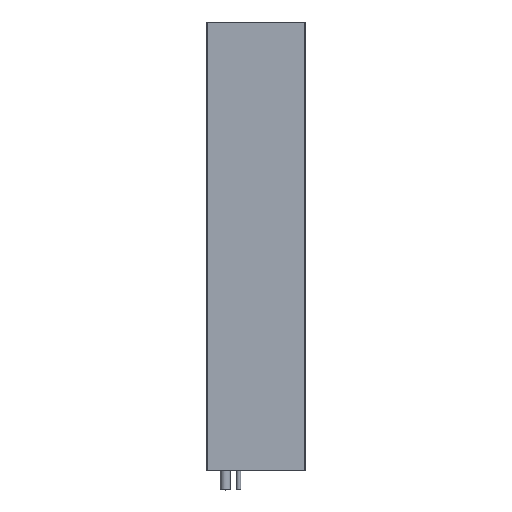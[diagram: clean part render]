
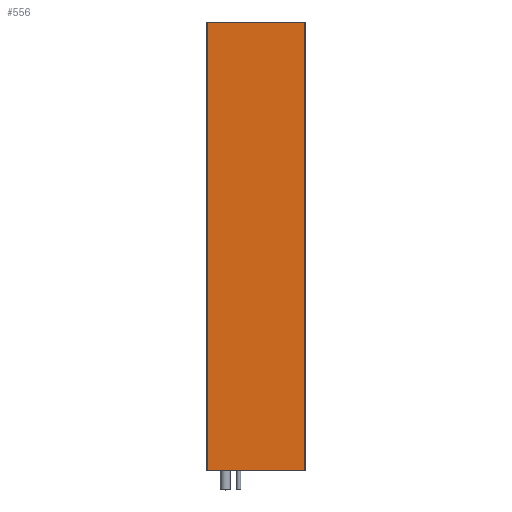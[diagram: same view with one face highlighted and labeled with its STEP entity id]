
A CAD part, top view. The second image highlights one B-rep face of the part: STEP entity #556.
In plain terms, the highlighted planar face has unit normal (0, 0, 1).
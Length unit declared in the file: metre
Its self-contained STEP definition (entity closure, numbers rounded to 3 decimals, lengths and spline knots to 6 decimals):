
#556 = ADVANCED_FACE( '', ( #1748 ), #1749, .T. );
#1748 = FACE_OUTER_BOUND( '', #3011, .T. );
#1749 = PLANE( '', #3012 );
#3011 = EDGE_LOOP( '', ( #7302, #7303, #7304, #7305 ) );
#3012 = AXIS2_PLACEMENT_3D( '', #7306, #7307, #7308 );
#7302 = ORIENTED_EDGE( '', *, *, #8120, .F. );
#7303 = ORIENTED_EDGE( '', *, *, #9179, .F. );
#7304 = ORIENTED_EDGE( '', *, *, #9180, .T. );
#7305 = ORIENTED_EDGE( '', *, *, #9181, .T. );
#7306 = CARTESIAN_POINT( '', ( 0.064, 0.5679, 0.00005 ) );
#7307 = DIRECTION( '', ( 0., 0., 1. ) );
#7308 = DIRECTION( '', ( 1., 0., 0. ) );
#8120 = EDGE_CURVE( '', #9877, #9879, #9880, .T. );
#9179 = EDGE_CURVE( '', #11597, #9877, #11598, .T. );
#9180 = EDGE_CURVE( '', #11597, #11599, #11600, .T. );
#9181 = EDGE_CURVE( '', #11599, #9879, #11601, .T. );
#9877 = VERTEX_POINT( '', #12537 );
#9879 = VERTEX_POINT( '', #12540 );
#9880 = LINE( '', #12541, #12542 );
#11597 = VERTEX_POINT( '', #14973 );
#11598 = LINE( '', #14974, #14975 );
#11599 = VERTEX_POINT( '', #14976 );
#11600 = LINE( '', #14977, #14978 );
#11601 = LINE( '', #14979, #14980 );
#12537 = CARTESIAN_POINT( '', ( 0.064, 0.0001, 0.00005 ) );
#12540 = CARTESIAN_POINT( '', ( -0.0595, 0.0001, 0.00005 ) );
#12541 = CARTESIAN_POINT( '', ( 0.064, 0.0001, 0.00005 ) );
#12542 = VECTOR( '', #15700, 1. );
#14973 = CARTESIAN_POINT( '', ( 0.064, 0.5679, 0.00005 ) );
#14974 = CARTESIAN_POINT( '', ( 0.064, 0.5679, 0.00005 ) );
#14975 = VECTOR( '', #17447, 1. );
#14976 = CARTESIAN_POINT( '', ( -0.0595, 0.5679, 0.00005 ) );
#14977 = CARTESIAN_POINT( '', ( 0.064, 0.5679, 0.00005 ) );
#14978 = VECTOR( '', #17448, 1. );
#14979 = CARTESIAN_POINT( '', ( -0.0595, 0.5679, 0.00005 ) );
#14980 = VECTOR( '', #17449, 1. );
#15700 = DIRECTION( '', ( -1., 0., 0. ) );
#17447 = DIRECTION( '', ( 0., -1., 0. ) );
#17448 = DIRECTION( '', ( -1., 0., 0. ) );
#17449 = DIRECTION( '', ( 0., -1., 0. ) );
